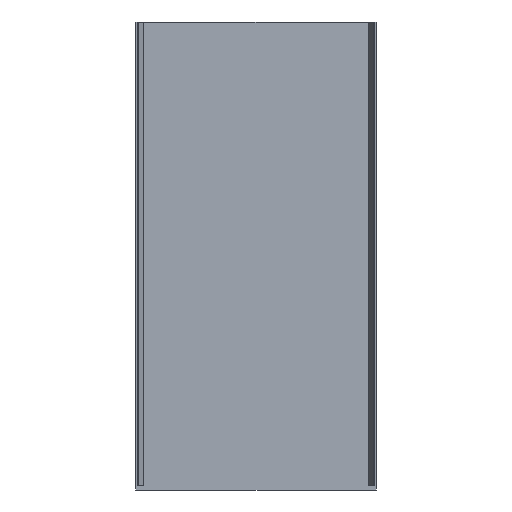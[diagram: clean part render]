
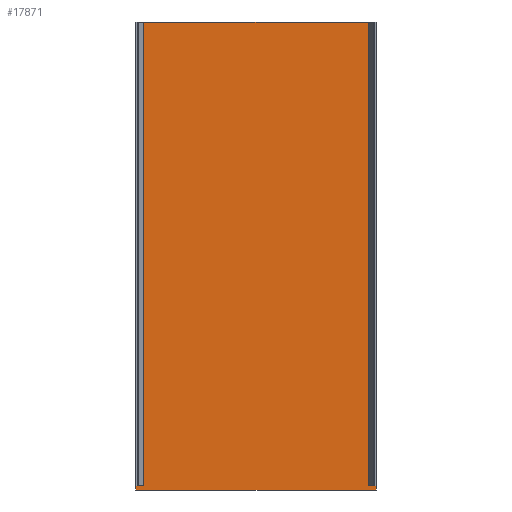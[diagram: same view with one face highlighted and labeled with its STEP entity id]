
A CAD part, front view. The second image highlights one B-rep face of the part: STEP entity #17871.
In plain terms, the highlighted planar face has unit normal (0, -1, 0).
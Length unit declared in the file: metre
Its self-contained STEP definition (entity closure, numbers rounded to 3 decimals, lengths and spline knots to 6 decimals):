
#3124=ORIENTED_EDGE('',*,*,#7336,.F.);
#3125=ORIENTED_EDGE('',*,*,#7341,.F.);
#3126=ORIENTED_EDGE('',*,*,#7342,.F.);
#3127=ORIENTED_EDGE('',*,*,#7343,.T.);
#3128=ORIENTED_EDGE('',*,*,#7344,.T.);
#3129=ORIENTED_EDGE('',*,*,#7345,.T.);
#3130=ORIENTED_EDGE('',*,*,#7346,.F.);
#3131=ORIENTED_EDGE('',*,*,#7347,.F.);
#7336=EDGE_CURVE('',#9064,#9065,#11486,.T.);
#7341=EDGE_CURVE('',#9068,#9064,#11491,.T.);
#7342=EDGE_CURVE('',#9069,#9068,#11492,.T.);
#7343=EDGE_CURVE('',#9069,#9070,#11493,.F.);
#7344=EDGE_CURVE('',#9070,#9071,#11494,.T.);
#7345=EDGE_CURVE('',#9071,#9072,#11495,.F.);
#7346=EDGE_CURVE('',#9073,#9072,#11496,.T.);
#7347=EDGE_CURVE('',#9065,#9073,#11497,.T.);
#9064=VERTEX_POINT('',#27602);
#9065=VERTEX_POINT('',#27604);
#9068=VERTEX_POINT('',#27614);
#9069=VERTEX_POINT('',#27616);
#9070=VERTEX_POINT('',#27618);
#9071=VERTEX_POINT('',#27620);
#9072=VERTEX_POINT('',#27622);
#9073=VERTEX_POINT('',#27624);
#11486=LINE('',#27603,#13944);
#11491=LINE('',#27613,#13949);
#11492=LINE('',#27615,#13950);
#11493=LINE('',#27617,#13951);
#11494=LINE('',#27619,#13952);
#11495=LINE('',#27621,#13953);
#11496=LINE('',#27623,#13954);
#11497=LINE('',#27625,#13955);
#13944=VECTOR('',#22642,1.);
#13949=VECTOR('',#22651,1.);
#13950=VECTOR('',#22652,1.);
#13951=VECTOR('',#22653,1.);
#13952=VECTOR('',#22654,1.);
#13953=VECTOR('',#22655,1.);
#13954=VECTOR('',#22656,1.);
#13955=VECTOR('',#22657,1.);
#14871=EDGE_LOOP('',(#3124,#3125,#3126,#3127,#3128,#3129,#3130,#3131));
#15963=FACE_BOUND('',#14871,.T.);
#17054=PLANE('',#18717);
#17871=ADVANCED_FACE('',(#15963),#17054,.F.);
#18717=AXIS2_PLACEMENT_3D('',#27612,#22649,#22650);
#22642=DIRECTION('',(-1.,0.,0.));
#22649=DIRECTION('',(0.,1.,0.));
#22650=DIRECTION('',(-1.,0.,0.));
#22651=DIRECTION('',(0.,0.,-1.));
#22652=DIRECTION('',(1.,0.,0.));
#22653=DIRECTION('',(0.,0.,-1.));
#22654=DIRECTION('',(-1.,0.,0.));
#22655=DIRECTION('',(0.,0.,1.));
#22656=DIRECTION('',(1.,0.,0.));
#22657=DIRECTION('',(0.,0.,1.));
#27602=CARTESIAN_POINT('',(0.09748,-0.15915,-0.19055));
#27603=CARTESIAN_POINT('',(0.041834,-0.15915,-0.19055));
#27604=CARTESIAN_POINT('',(-0.013813,-0.15915,-0.19055));
#27612=CARTESIAN_POINT('',(0.041834,-0.15915,-0.08205));
#27613=CARTESIAN_POINT('',(0.09748,-0.15915,-0.08205));
#27614=CARTESIAN_POINT('',(0.09748,-0.15915,-0.18855));
#27615=CARTESIAN_POINT('',(0.041834,-0.15915,-0.18855));
#27616=CARTESIAN_POINT('',(0.09385,-0.15915,-0.18855));
#27617=CARTESIAN_POINT('',(0.09385,-0.15915,-0.08105));
#27618=CARTESIAN_POINT('',(0.09385,-0.15915,0.02645));
#27619=CARTESIAN_POINT('',(0.041834,-0.15915,0.02645));
#27620=CARTESIAN_POINT('',(-0.010183,-0.15915,0.02645));
#27621=CARTESIAN_POINT('',(-0.010183,-0.15915,-0.08205));
#27622=CARTESIAN_POINT('',(-0.010183,-0.15915,-0.18855));
#27623=CARTESIAN_POINT('',(0.041834,-0.15915,-0.18855));
#27624=CARTESIAN_POINT('',(-0.013813,-0.15915,-0.18855));
#27625=CARTESIAN_POINT('',(-0.013813,-0.15915,-0.08205));
